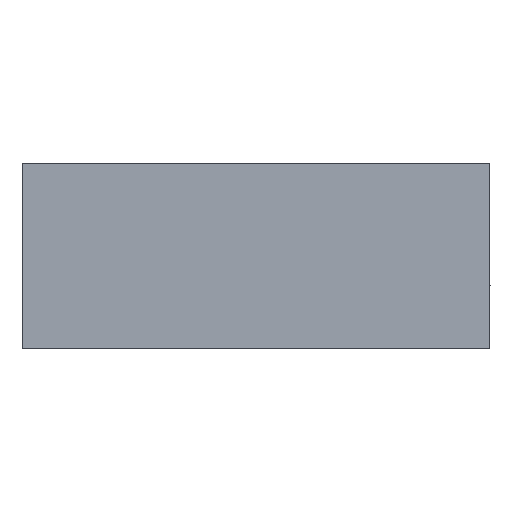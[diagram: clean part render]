
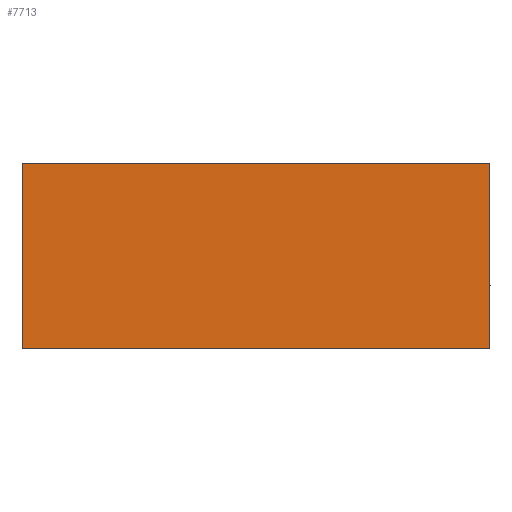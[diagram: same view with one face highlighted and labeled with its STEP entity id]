
A CAD part, front view. The second image highlights one B-rep face of the part: STEP entity #7713.
In plain terms, the highlighted planar face has unit normal (0, -1, 0).
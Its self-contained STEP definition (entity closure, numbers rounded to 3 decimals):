
#529=LINE('',#11132,#1307);
#547=LINE('',#11310,#1325);
#548=LINE('',#11312,#1326);
#549=LINE('',#11313,#1327);
#1307=VECTOR('',#8881,10.);
#1325=VECTOR('',#8965,10.);
#1326=VECTOR('',#8966,10.);
#1327=VECTOR('',#8967,1.);
#2134=FACE_OUTER_BOUND('',#2543,.T.);
#2543=EDGE_LOOP('',(#5141,#5142,#5143,#5144));
#3031=VERTEX_POINT('',#11129);
#3032=VERTEX_POINT('',#11131);
#3063=VERTEX_POINT('',#11309);
#3064=VERTEX_POINT('',#11311);
#3850=EDGE_CURVE('',#3032,#3031,#529,.T.);
#3900=EDGE_CURVE('',#3031,#3063,#547,.T.);
#3901=EDGE_CURVE('',#3064,#3063,#548,.T.);
#3902=EDGE_CURVE('',#3032,#3064,#549,.T.);
#5141=ORIENTED_EDGE('',*,*,#3900,.T.);
#5142=ORIENTED_EDGE('',*,*,#3901,.F.);
#5143=ORIENTED_EDGE('',*,*,#3902,.F.);
#5144=ORIENTED_EDGE('',*,*,#3850,.T.);
#7427=PLANE('',#8170);
#7713=ADVANCED_FACE('',(#2134),#7427,.T.);
#8170=AXIS2_PLACEMENT_3D('',#11308,#8963,#8964);
#8881=DIRECTION('',(-1.,0.,0.));
#8963=DIRECTION('center_axis',(0.,-1.,0.));
#8964=DIRECTION('ref_axis',(0.,0.,
1.));
#8965=DIRECTION('',(0.,0.,-1.));
#8966=DIRECTION('',(-1.,0.,0.));
#8967=DIRECTION('',(0.,0.,-1.));
#11129=CARTESIAN_POINT('',(-17.479,-7.658,7.506));
#11131=CARTESIAN_POINT('',(20.421,-7.658,7.506));
#11132=CARTESIAN_POINT('',(20.421,-7.658,7.506));
#11308=CARTESIAN_POINT('Origin',(20.421,-7.658,-7.494));
#11309=CARTESIAN_POINT('',(-17.479,-7.658,-7.494));
#11310=CARTESIAN_POINT('',(-17.479,-7.658,-3.744));
#11311=CARTESIAN_POINT('',(20.421,-7.658,-7.494));
#11312=CARTESIAN_POINT('',(20.421,-7.658,-7.494));
#11313=CARTESIAN_POINT('',(20.421,-7.658,0.006));
